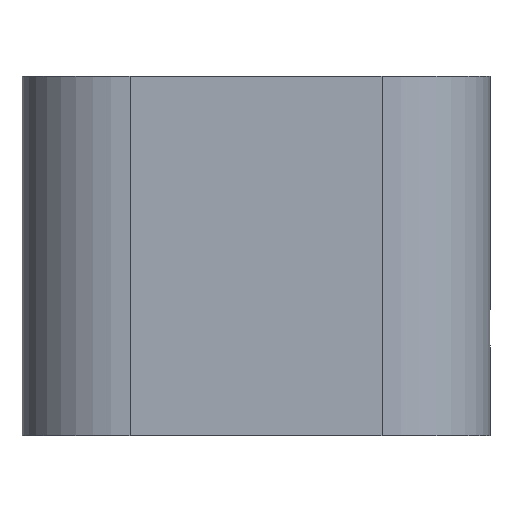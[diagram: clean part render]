
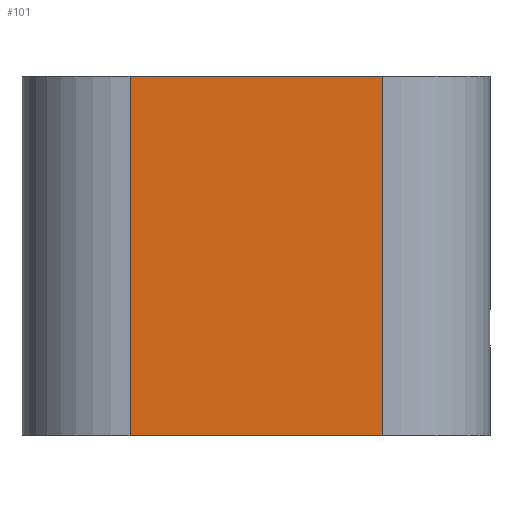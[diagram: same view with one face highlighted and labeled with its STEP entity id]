
A CAD part, left-side view. The second image highlights one B-rep face of the part: STEP entity #101.
In plain terms, the highlighted planar face has unit normal (-1, 0, 0).
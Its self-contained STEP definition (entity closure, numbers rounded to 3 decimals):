
#101 = ADVANCED_FACE( '', ( #226 ), #227, .F. );
#226 = FACE_OUTER_BOUND( '', #367, .T. );
#227 = PLANE( '', #368 );
#367 = EDGE_LOOP( '', ( #585, #586, #587, #588 ) );
#368 = AXIS2_PLACEMENT_3D( '', #589, #590, #591 );
#585 = ORIENTED_EDGE( '', *, *, #768, .T. );
#586 = ORIENTED_EDGE( '', *, *, #750, .F. );
#587 = ORIENTED_EDGE( '', *, *, #702, .F. );
#588 = ORIENTED_EDGE( '', *, *, #769, .T. );
#589 = CARTESIAN_POINT( '', ( -15., 3.5, 10. ) );
#590 = DIRECTION( '', ( 1., 0., 0. ) );
#591 = DIRECTION( '', ( 0., 0., -1. ) );
#702 = EDGE_CURVE( '', #810, #811, #812, .T. );
#750 = EDGE_CURVE( '', #811, #886, #888, .T. );
#768 = EDGE_CURVE( '', #914, #886, #915, .T. );
#769 = EDGE_CURVE( '', #810, #914, #916, .T. );
#810 = VERTEX_POINT( '', #965 );
#811 = VERTEX_POINT( '', #966 );
#812 = LINE( '', #967, #968 );
#886 = VERTEX_POINT( '', #1060 );
#888 = LINE( '', #1062, #1063 );
#914 = VERTEX_POINT( '', #1090 );
#915 = LINE( '', #1091, #1092 );
#916 = LINE( '', #1093, #1094 );
#965 = CARTESIAN_POINT( '', ( -15., 3.5, 10. ) );
#966 = CARTESIAN_POINT( '', ( -15., -3.5, 10. ) );
#967 = CARTESIAN_POINT( '', ( -15., 3.5, 10. ) );
#968 = VECTOR( '', #1145, 1000. );
#1060 = CARTESIAN_POINT( '', ( -15., -3.5, 0. ) );
#1062 = CARTESIAN_POINT( '', ( -15., -3.5, 10. ) );
#1063 = VECTOR( '', #1215, 1000. );
#1090 = CARTESIAN_POINT( '', ( -15., 3.5, 0. ) );
#1091 = CARTESIAN_POINT( '', ( -15., 3.5, 0. ) );
#1092 = VECTOR( '', #1241, 1000. );
#1093 = CARTESIAN_POINT( '', ( -15., 3.5, 10. ) );
#1094 = VECTOR( '', #1242, 1000. );
#1145 = DIRECTION( '', ( 0., -1., 0. ) );
#1215 = DIRECTION( '', ( 0., 0., -1. ) );
#1241 = DIRECTION( '', ( 0., -1., 0. ) );
#1242 = DIRECTION( '', ( 0., 0., -1. ) );
